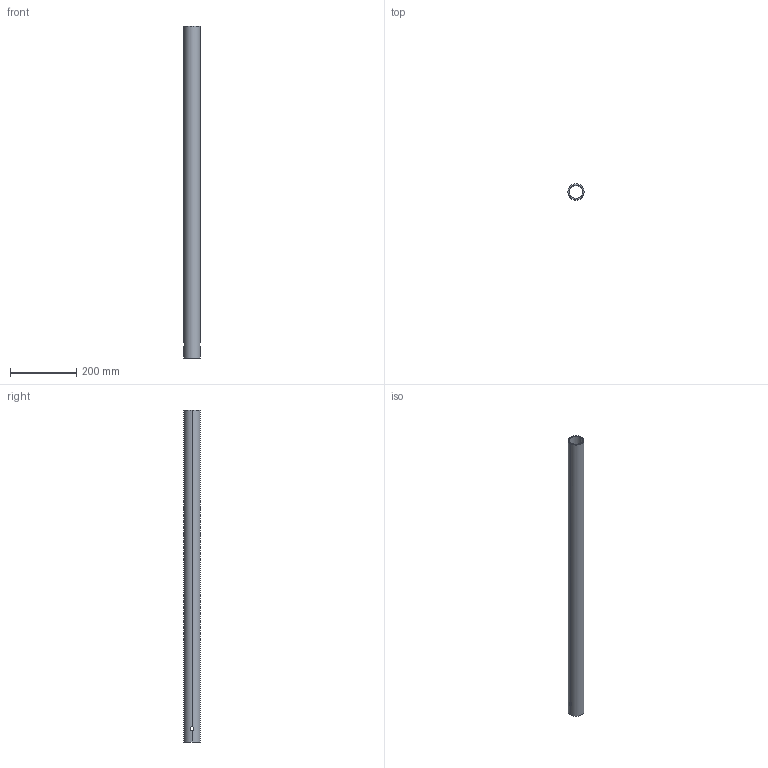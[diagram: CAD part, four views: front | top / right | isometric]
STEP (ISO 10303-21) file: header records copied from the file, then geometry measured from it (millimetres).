
FILE_DESCRIPTION (( 'STEP AP203' ), '1' );
FILE_NAME ('T57327.STEP', '2023-01-13T14:57:05', ( '' ), ( '' ), 'SwSTEP 2.0', 'SolidWorks 2022', '' );
FILE_SCHEMA (( 'CONFIG_CONTROL_DESIGN' ));
Length unit declared in the file: millimetre
Products named in the file (1): T57327
Bounding box: 48.3 x 48.3 x 1000 mm (x, y, z)
Volume: 555777.1 mm3; surface area: 279309.1 mm2
Topology: 1 solids, 1 shells, 10 faces, 28 edges, 16 vertices
Faces by surface type: cylinder 8, plane 2
Entity records: 729 total; most frequent: CARTESIAN_POINT 395, ORIENTED_EDGE 56, DIRECTION 50, EDGE_CURVE 28, AXIS2_PLACEMENT_3D 19, VERTEX_POINT 16, LINE 12, VECTOR 12
